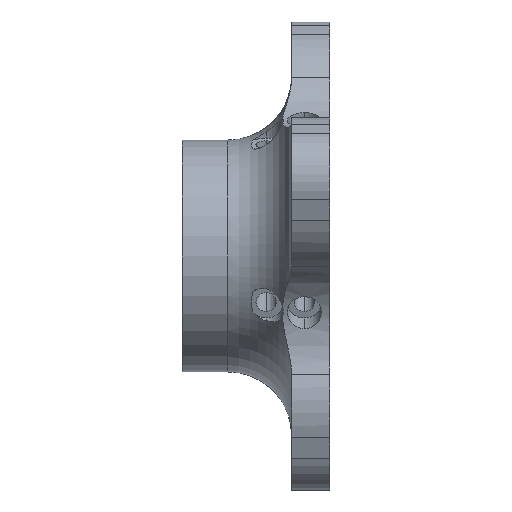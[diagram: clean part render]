
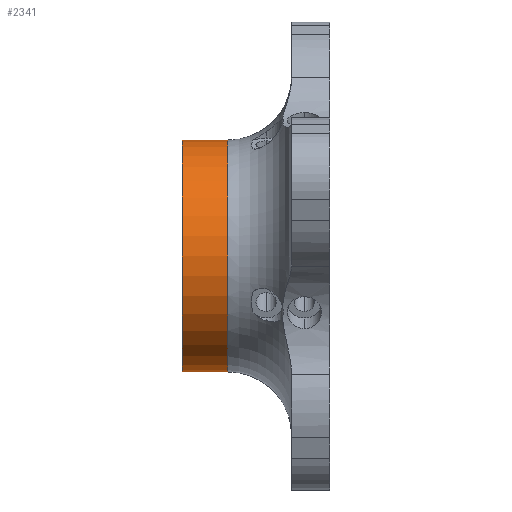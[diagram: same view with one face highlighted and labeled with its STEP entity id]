
A CAD part, left-side view. The second image highlights one B-rep face of the part: STEP entity #2341.
In plain terms, the highlighted cylindrical face has radius 45.5 mm (diameter 91 mm), a partial arc.
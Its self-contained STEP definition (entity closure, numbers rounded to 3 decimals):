
#69 = CARTESIAN_POINT ( 'NONE',  ( 0., 58., 0. ) ) ;
#147 = DIRECTION ( 'NONE',  ( 0., 0., 1. ) ) ;
#274 = ORIENTED_EDGE ( 'NONE', *, *, #825, .T. ) ;
#453 = DIRECTION ( 'NONE',  ( 0., 1., 0. ) ) ;
#601 = CIRCLE ( 'NONE', #650, 45.5 ) ;
#608 = CARTESIAN_POINT ( 'NONE',  ( 0., 40., 0. ) ) ;
#641 = CARTESIAN_POINT ( 'NONE',  ( 0., 156.5, 45.5 ) ) ;
#650 = AXIS2_PLACEMENT_3D ( 'NONE', #608, #453, #147 ) ;
#737 = ORIENTED_EDGE ( 'NONE', *, *, #1716, .T. ) ;
#825 = EDGE_CURVE ( 'NONE', #3310, #1353, #1396, .T. ) ;
#918 = EDGE_CURVE ( 'NONE', #2662, #3610, #2845, .T. ) ;
#992 = DIRECTION ( 'NONE',  ( 0., -1., 0. ) ) ;
#1096 = ORIENTED_EDGE ( 'NONE', *, *, #1926, .T. ) ;
#1353 = VERTEX_POINT ( 'NONE', #1365 ) ;
#1365 = CARTESIAN_POINT ( 'NONE',  ( 0., 40., -45.5 ) ) ;
#1396 = LINE ( 'NONE', #3338, #2863 ) ;
#1409 = CARTESIAN_POINT ( 'NONE',  ( 0., 40., 45.5 ) ) ;
#1642 = VECTOR ( 'NONE', #1726, 1000. ) ;
#1716 = EDGE_CURVE ( 'NONE', #1353, #3610, #601, .T. ) ;
#1726 = DIRECTION ( 'NONE',  ( 0., -1., 0. ) ) ;
#1870 = CARTESIAN_POINT ( 'NONE',  ( 0., 58., -45.5 ) ) ;
#1926 = EDGE_CURVE ( 'NONE', #2662, #3310, #4249, .T. ) ;
#2010 = FACE_OUTER_BOUND ( 'NONE', #2651, .T. ) ;
#2247 = AXIS2_PLACEMENT_3D ( 'NONE', #69, #992, #3698 ) ;
#2341 = ADVANCED_FACE ( 'NONE', ( #2010 ), #3571, .T. ) ;
#2410 = CARTESIAN_POINT ( 'NONE',  ( 0., 58., 45.5 ) ) ;
#2651 = EDGE_LOOP ( 'NONE', ( #2974, #1096, #274, #737 ) ) ;
#2662 = VERTEX_POINT ( 'NONE', #2410 ) ;
#2845 = LINE ( 'NONE', #641, #1642 ) ;
#2863 = VECTOR ( 'NONE', #2981, 1000. ) ;
#2974 = ORIENTED_EDGE ( 'NONE', *, *, #918, .F. ) ;
#2981 = DIRECTION ( 'NONE',  ( 0., -1., 0. ) ) ;
#3310 = VERTEX_POINT ( 'NONE', #1870 ) ;
#3338 = CARTESIAN_POINT ( 'NONE',  ( 0., 156.5, -45.5 ) ) ;
#3571 = CYLINDRICAL_SURFACE ( 'NONE', #3857, 45.5 ) ;
#3610 = VERTEX_POINT ( 'NONE', #1409 ) ;
#3698 = DIRECTION ( 'NONE',  ( 0., 0., -1. ) ) ;
#3741 = DIRECTION ( 'NONE',  ( 0., -1., 0. ) ) ;
#3857 = AXIS2_PLACEMENT_3D ( 'NONE', #4072, #3741, #4295 ) ;
#4072 = CARTESIAN_POINT ( 'NONE',  ( 0., 156.5, 0. ) ) ;
#4249 = CIRCLE ( 'NONE', #2247, 45.5 ) ;
#4295 = DIRECTION ( 'NONE',  ( 0., 0., -1. ) ) ;
